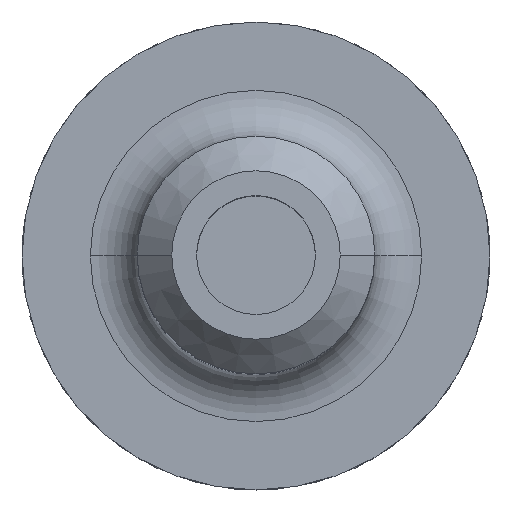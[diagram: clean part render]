
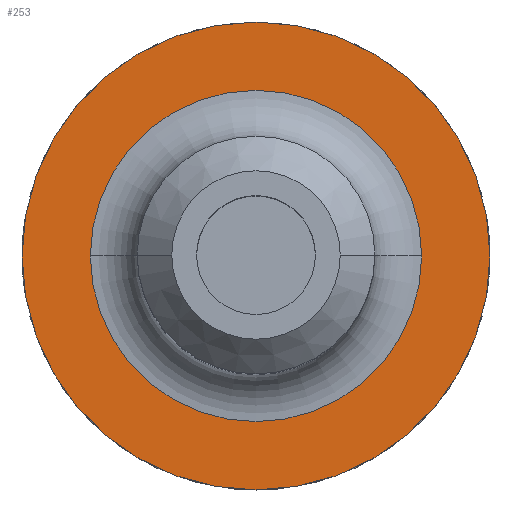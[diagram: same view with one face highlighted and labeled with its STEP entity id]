
A CAD part, top view. The second image highlights one B-rep face of the part: STEP entity #253.
In plain terms, the highlighted planar face has unit normal (0, 0, 1).
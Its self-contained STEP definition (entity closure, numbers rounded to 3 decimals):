
#55 = CARTESIAN_POINT ( 'NONE',  ( -35.4, 0., 38. ) ) ;
#64 = VERTEX_POINT ( 'NONE', #1434 ) ;
#253 = ADVANCED_FACE ( 'NONE', ( #1108, #345 ), #346, .F. ) ;
#283 = CARTESIAN_POINT ( 'NONE',  ( 0., 50., 38. ) ) ;
#294 = EDGE_LOOP ( 'NONE', ( #1306, #1213 ) ) ;
#345 = FACE_OUTER_BOUND ( 'NONE', #294, .T. ) ;
#346 = PLANE ( 'NONE',  #1570 ) ;
#363 = DIRECTION ( 'NONE',  ( 0., 0., -1. ) ) ;
#370 = DIRECTION ( 'NONE',  ( -1., 0., 0. ) ) ;
#426 = DIRECTION ( 'NONE',  ( -1., 0., 0. ) ) ;
#430 = VERTEX_POINT ( 'NONE', #1390 ) ;
#464 = CARTESIAN_POINT ( 'NONE',  ( 0., 0., 38. ) ) ;
#497 = DIRECTION ( 'NONE',  ( 0., 0., -1. ) ) ;
#520 = ORIENTED_EDGE ( 'NONE', *, *, #1186, .T. ) ;
#526 = CIRCLE ( 'NONE', #1626, 35.4 ) ;
#532 = AXIS2_PLACEMENT_3D ( 'NONE', #634, #639, #651 ) ;
#634 = CARTESIAN_POINT ( 'NONE',  ( 0., 0., 38. ) ) ;
#639 = DIRECTION ( 'NONE',  ( 0., 0., -1. ) ) ;
#651 = DIRECTION ( 'NONE',  ( -1., 0., 0. ) ) ;
#801 = AXIS2_PLACEMENT_3D ( 'NONE', #972, #1107, #1113 ) ;
#936 = VERTEX_POINT ( 'NONE', #1093 ) ;
#965 = EDGE_CURVE ( 'NONE', #64, #1413, #526, .T. ) ;
#968 = CIRCLE ( 'NONE', #801, 50. ) ;
#972 = CARTESIAN_POINT ( 'NONE',  ( 0., 0., 38. ) ) ;
#1093 = CARTESIAN_POINT ( 'NONE',  ( -50., 0., 38. ) ) ;
#1107 = DIRECTION ( 'NONE',  ( 0., 0., -1. ) ) ;
#1108 = FACE_BOUND ( 'NONE', #1668, .T. ) ;
#1113 = DIRECTION ( 'NONE',  ( -1., 0., 0. ) ) ;
#1186 = EDGE_CURVE ( 'NONE', #1413, #64, #1295, .T. ) ;
#1213 = ORIENTED_EDGE ( 'NONE', *, *, #1371, .F. ) ;
#1233 = EDGE_CURVE ( 'NONE', #936, #430, #968, .T. ) ;
#1264 = CARTESIAN_POINT ( 'NONE',  ( 0., 0., 38. ) ) ;
#1274 = DIRECTION ( 'NONE',  ( 0., 0., -1. ) ) ;
#1277 = DIRECTION ( 'NONE',  ( -1., 0., 0. ) ) ;
#1295 = CIRCLE ( 'NONE', #532, 35.4 ) ;
#1306 = ORIENTED_EDGE ( 'NONE', *, *, #1233, .F. ) ;
#1369 = AXIS2_PLACEMENT_3D ( 'NONE', #464, #497, #426 ) ;
#1371 = EDGE_CURVE ( 'NONE', #430, #936, #1455, .T. ) ;
#1390 = CARTESIAN_POINT ( 'NONE',  ( 50., 0., 38. ) ) ;
#1413 = VERTEX_POINT ( 'NONE', #55 ) ;
#1434 = CARTESIAN_POINT ( 'NONE',  ( 35.4, 0., 38. ) ) ;
#1455 = CIRCLE ( 'NONE', #1369, 50. ) ;
#1570 = AXIS2_PLACEMENT_3D ( 'NONE', #283, #363, #370 ) ;
#1626 = AXIS2_PLACEMENT_3D ( 'NONE', #1264, #1274, #1277 ) ;
#1646 = ORIENTED_EDGE ( 'NONE', *, *, #965, .T. ) ;
#1668 = EDGE_LOOP ( 'NONE', ( #520, #1646 ) ) ;
